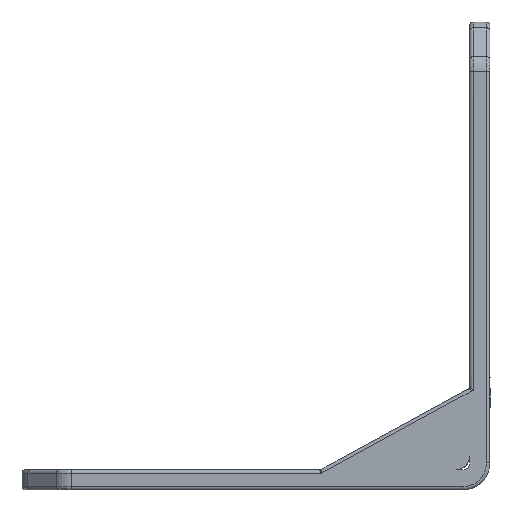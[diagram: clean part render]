
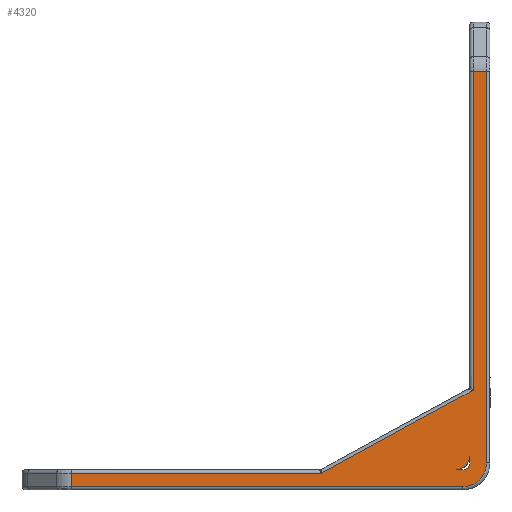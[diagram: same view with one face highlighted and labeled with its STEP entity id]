
A CAD part, left-side view. The second image highlights one B-rep face of the part: STEP entity #4320.
In plain terms, the highlighted planar face has unit normal (-1, 0, 0).
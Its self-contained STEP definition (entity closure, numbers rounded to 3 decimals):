
#2 = CARTESIAN_POINT ( 'NONE',  ( -32.5, -36., 3. ) ) ;
#12 = VECTOR ( 'NONE', #8161, 1000. ) ;
#98 = ORIENTED_EDGE ( 'NONE', *, *, #5444, .F. ) ;
#158 = ORIENTED_EDGE ( 'NONE', *, *, #5539, .F. ) ;
#331 = DIRECTION ( 'NONE',  ( 0., 0., 1. ) ) ;
#462 = FACE_OUTER_BOUND ( 'NONE', #1201, .T. ) ;
#763 = ORIENTED_EDGE ( 'NONE', *, *, #6651, .F. ) ;
#895 = ORIENTED_EDGE ( 'NONE', *, *, #7394, .F. ) ;
#1044 = AXIS2_PLACEMENT_3D ( 'NONE', #6206, #1869, #6865 ) ;
#1110 = CARTESIAN_POINT ( 'NONE',  ( -32.5, -39.5, 4. ) ) ;
#1135 = CARTESIAN_POINT ( 'NONE',  ( -32.5, 21.757, 2.5 ) ) ;
#1188 = ORIENTED_EDGE ( 'NONE', *, *, #7407, .F. ) ;
#1201 = EDGE_LOOP ( 'NONE', ( #5074, #8745, #763, #895, #1188, #2340, #98, #158 ) ) ;
#1215 = DIRECTION ( 'NONE',  ( 0., 0., -1. ) ) ;
#1238 = CARTESIAN_POINT ( 'NONE',  ( -32.5, -37.5, 14.703 ) ) ;
#1248 = DIRECTION ( 'NONE',  ( 1., 0., 0. ) ) ;
#1282 = CARTESIAN_POINT ( 'NONE',  ( -32.5, -36., 4. ) ) ;
#1512 = DIRECTION ( 'NONE',  ( 0., 0., -1. ) ) ;
#1773 = CARTESIAN_POINT ( 'NONE',  ( -32.5, -40., 3. ) ) ;
#1861 = VECTOR ( 'NONE', #3286, 1000. ) ;
#1869 = DIRECTION ( 'NONE',  ( 1., 0., 0. ) ) ;
#1999 = VERTEX_POINT ( 'NONE', #2448 ) ;
#2308 = DIRECTION ( 'NONE',  ( 0., -1., 0. ) ) ;
#2328 = VERTEX_POINT ( 'NONE', #7400 ) ;
#2340 = ORIENTED_EDGE ( 'NONE', *, *, #7469, .F. ) ;
#2448 = CARTESIAN_POINT ( 'NONE',  ( -32.5, 21.757, 0.5 ) ) ;
#2476 = CARTESIAN_POINT ( 'NONE',  ( -32.5, 0., 3. ) ) ;
#2510 = DIRECTION ( 'NONE',  ( 0., 0., -1. ) ) ;
#2543 = CARTESIAN_POINT ( 'NONE',  ( -32.5, 21.757, 3. ) ) ;
#2575 = CARTESIAN_POINT ( 'NONE',  ( -32.5, -15.127, 2.5 ) ) ;
#2596 = AXIS2_PLACEMENT_3D ( 'NONE', #1773, #6778, #2510 ) ;
#2609 = EDGE_CURVE ( 'NONE', #6064, #5745, #5713, .T. ) ;
#2700 = LINE ( 'NONE', #2543, #8377 ) ;
#2752 =( BOUNDED_CURVE ( )  B_SPLINE_CURVE ( 3, ( #2922, #7133, #3675, #8581 ),
 .UNSPECIFIED., .F., .F. ) 
 B_SPLINE_CURVE_WITH_KNOTS ( ( 4, 4 ),
 ( 0., 1. ),
 .UNSPECIFIED. ) 
 CURVE ( )  GEOMETRIC_REPRESENTATION_ITEM ( )  RATIONAL_B_SPLINE_CURVE ( ( 1., 0.805, 0.805, 1. ) ) 
 REPRESENTATION_ITEM ( '' )  );
#2781 = VERTEX_POINT ( 'NONE', #8454 ) ;
#2807 = VERTEX_POINT ( 'NONE', #7145 ) ;
#2922 = CARTESIAN_POINT ( 'NONE',  ( -32.5, -39.5, 4. ) ) ;
#3082 = CARTESIAN_POINT ( 'NONE',  ( -32.5, -37.5, 61.757 ) ) ;
#3201 = CARTESIAN_POINT ( 'NONE',  ( -32.5, -37., 4. ) ) ;
#3254 = CARTESIAN_POINT ( 'NONE',  ( -32.5, -37.5, 3. ) ) ;
#3286 = DIRECTION ( 'NONE',  ( 0., 1., 0. ) ) ;
#3675 = CARTESIAN_POINT ( 'NONE',  ( -32.5, -38.05, 0.5 ) ) ;
#3684 = VECTOR ( 'NONE', #4269, 1000. ) ;
#3766 = LINE ( 'NONE', #5057, #3684 ) ;
#3876 = ORIENTED_EDGE ( 'NONE', *, *, #4140, .F. ) ;
#4140 = EDGE_CURVE ( 'NONE', #6064, #4434, #3766, .T. ) ;
#4263 = FACE_BOUND ( 'NONE', #8400, .T. ) ;
#4269 = DIRECTION ( 'NONE',  ( 0., 0., 1. ) ) ;
#4320 = ADVANCED_FACE ( 'NONE', ( #4263, #462 ), #8124, .F. ) ;
#4434 = VERTEX_POINT ( 'NONE', #5116 ) ;
#4631 = EDGE_CURVE ( 'NONE', #5745, #8183, #8315, .T. ) ;
#4806 = VECTOR ( 'NONE', #6837, 1000. ) ;
#4829 = CARTESIAN_POINT ( 'NONE',  ( -32.5, -40., 2.5 ) ) ;
#5057 = CARTESIAN_POINT ( 'NONE',  ( -32.5, -37., 0. ) ) ;
#5074 = ORIENTED_EDGE ( 'NONE', *, *, #5535, .F. ) ;
#5116 = CARTESIAN_POINT ( 'NONE',  ( -32.5, -37., 5. ) ) ;
#5208 = CARTESIAN_POINT ( 'NONE',  ( -32.5, -35., 3. ) ) ;
#5215 = ORIENTED_EDGE ( 'NONE', *, *, #2609, .T. ) ;
#5444 = EDGE_CURVE ( 'NONE', #6223, #6393, #8590, .T. ) ;
#5512 = EDGE_CURVE ( 'NONE', #1999, #5620, #2700, .T. ) ;
#5535 = EDGE_CURVE ( 'NONE', #5620, #2328, #5760, .T. ) ;
#5539 = EDGE_CURVE ( 'NONE', #2328, #6223, #9322, .T. ) ;
#5556 = EDGE_CURVE ( 'NONE', #4434, #8183, #8585, .T. ) ;
#5580 = AXIS2_PLACEMENT_3D ( 'NONE', #1282, #1248, #1215 ) ;
#5620 = VERTEX_POINT ( 'NONE', #1135 ) ;
#5713 = CIRCLE ( 'NONE', #5580, 1. ) ;
#5745 = VERTEX_POINT ( 'NONE', #2 ) ;
#5760 = LINE ( 'NONE', #4829, #9332 ) ;
#5830 = VECTOR ( 'NONE', #1512, 1000. ) ;
#5910 = CARTESIAN_POINT ( 'NONE',  ( -32.5, -39.5, 3. ) ) ;
#6064 = VERTEX_POINT ( 'NONE', #3201 ) ;
#6152 = DIRECTION ( 'NONE',  ( 0., -1., 0. ) ) ;
#6206 = CARTESIAN_POINT ( 'NONE',  ( -32.5, -35., 5. ) ) ;
#6223 = VERTEX_POINT ( 'NONE', #1238 ) ;
#6393 = VERTEX_POINT ( 'NONE', #3082 ) ;
#6651 = EDGE_CURVE ( 'NONE', #2781, #1999, #8957, .T. ) ;
#6778 = DIRECTION ( 'NONE',  ( 1., 0., 0. ) ) ;
#6837 = DIRECTION ( 'NONE',  ( 0., -0.878, 0.479 ) ) ;
#6856 = ORIENTED_EDGE ( 'NONE', *, *, #5556, .F. ) ;
#6865 = DIRECTION ( 'NONE',  ( 0., 0., 1. ) ) ;
#7133 = CARTESIAN_POINT ( 'NONE',  ( -32.5, -39.5, 1.95 ) ) ;
#7145 = CARTESIAN_POINT ( 'NONE',  ( -32.5, -39.5, 61.757 ) ) ;
#7246 = CARTESIAN_POINT ( 'NONE',  ( -32.5, -40., 61.757 ) ) ;
#7394 = EDGE_CURVE ( 'NONE', #7992, #2781, #2752, .T. ) ;
#7400 = CARTESIAN_POINT ( 'NONE',  ( -32.5, -15.127, 2.5 ) ) ;
#7407 = EDGE_CURVE ( 'NONE', #2807, #7992, #8232, .T. ) ;
#7469 = EDGE_CURVE ( 'NONE', #6393, #2807, #7988, .T. ) ;
#7798 = DIRECTION ( 'NONE',  ( 0., 1., 0. ) ) ;
#7988 = LINE ( 'NONE', #7246, #7989 ) ;
#7989 = VECTOR ( 'NONE', #2308, 1000. ) ;
#7992 = VERTEX_POINT ( 'NONE', #1110 ) ;
#8026 = ORIENTED_EDGE ( 'NONE', *, *, #4631, .T. ) ;
#8124 = PLANE ( 'NONE',  #2596 ) ;
#8161 = DIRECTION ( 'NONE',  ( 0., 0., 1. ) ) ;
#8183 = VERTEX_POINT ( 'NONE', #5208 ) ;
#8232 = LINE ( 'NONE', #5910, #5830 ) ;
#8315 = LINE ( 'NONE', #2476, #1861 ) ;
#8377 = VECTOR ( 'NONE', #331, 1000. ) ;
#8400 = EDGE_LOOP ( 'NONE', ( #6856, #3876, #5215, #8026 ) ) ;
#8454 = CARTESIAN_POINT ( 'NONE',  ( -32.5, -36., 0.5 ) ) ;
#8581 = CARTESIAN_POINT ( 'NONE',  ( -32.5, -36., 0.5 ) ) ;
#8585 = CIRCLE ( 'NONE', #1044, 2. ) ;
#8590 = LINE ( 'NONE', #3254, #12 ) ;
#8745 = ORIENTED_EDGE ( 'NONE', *, *, #5512, .F. ) ;
#8853 = VECTOR ( 'NONE', #7798, 1000. ) ;
#8957 = LINE ( 'NONE', #9277, #8853 ) ;
#9277 = CARTESIAN_POINT ( 'NONE',  ( -32.5, -40., 0.5 ) ) ;
#9322 = LINE ( 'NONE', #2575, #4806 ) ;
#9332 = VECTOR ( 'NONE', #6152, 1000. ) ;
